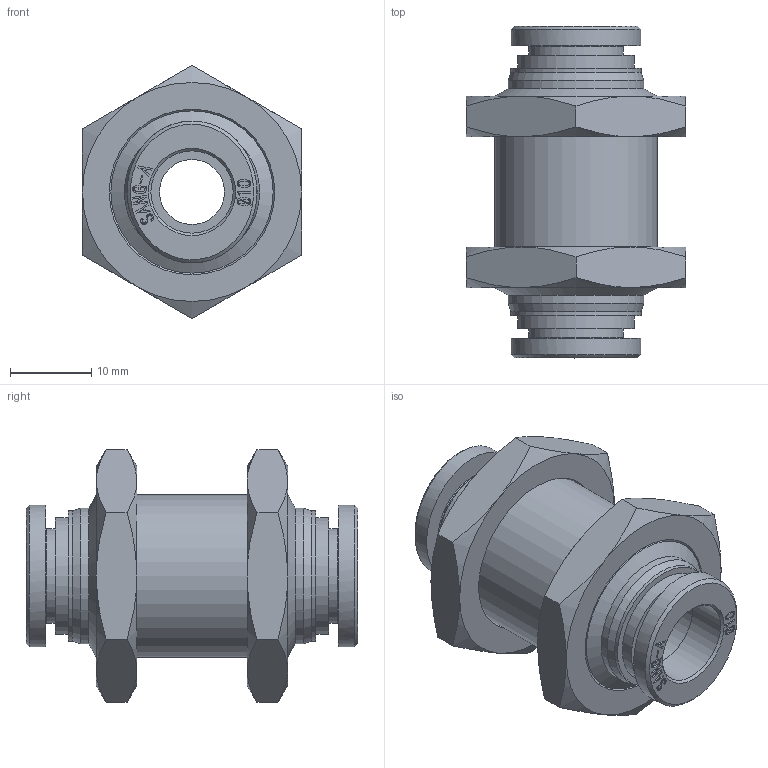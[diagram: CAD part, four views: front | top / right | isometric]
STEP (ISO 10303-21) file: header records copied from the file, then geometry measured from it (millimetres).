
FILE_DESCRIPTION((''),'2;1');
FILE_NAME('F-PMM 10.stp','2021-02-24T17:06:05',('Administrator'),(''),'Autodesk Inventor 2013','Autodesk Inventor 2013','');
FILE_SCHEMA(('CONFIG_CONTROL_DESIGN'));
Length unit declared in the file: millimetre
Products named in the file (4): F-PMM 10; F-PMM BODY 10; F-SLEEVE 10(SUS); NUT 10
Assembly tree (5 placements, depth 2):
  F-PMM 10
    F-PMM BODY 10
    F-SLEEVE 10(SUS)  x2
    NUT 10  x2
Bounding box: 27 x 40.9 x 31.18 mm (x, y, z)
Volume: 10793.9 mm3; surface area: 7522.8 mm2
Topology: 5 solids, 5 shells, 384 faces, 982 edges, 642 vertices
Faces by surface type: plane 188, bspline 144, cone 36, cylinder 16
Full cylindrical faces by diameter (mm): 8 x1, 10.15 x2, 10.2 x2, 11.7 x2, 14.4 x2, 16.05 x2, 16.7 x2, 19.2 x2, 20 x1
Entity records: 6184 total; most frequent: CARTESIAN_POINT 1839, ORIENTED_EDGE 966, DIRECTION 632, EDGE_CURVE 483, VERTEX_POINT 327, VECTOR 276, LINE 276, EDGE_LOOP 244
